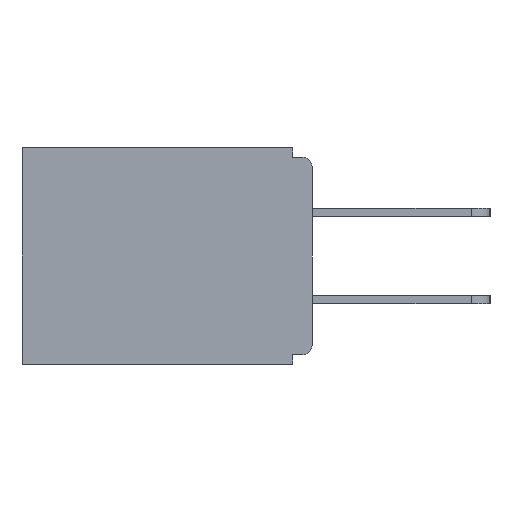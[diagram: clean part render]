
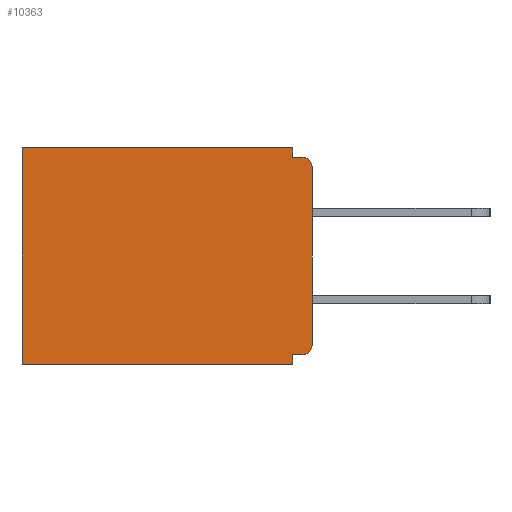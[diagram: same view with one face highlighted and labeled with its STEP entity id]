
A CAD part, left-side view. The second image highlights one B-rep face of the part: STEP entity #10363.
In plain terms, the highlighted planar face has unit normal (-1, 0, 0).
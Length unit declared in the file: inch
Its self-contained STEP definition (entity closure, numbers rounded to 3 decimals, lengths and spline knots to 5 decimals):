
#22 = CARTESIAN_POINT ( 'NONE',  ( 0.298, 0., 0. ) ) ;
#413 = EDGE_CURVE ( 'NONE', #13629, #16303, #12161, .T. ) ;
#470 = DIRECTION ( 'NONE',  ( 0., 0., -1. ) ) ;
#596 = EDGE_CURVE ( 'NONE', #12619, #15716, #4866, .T. ) ;
#650 = CARTESIAN_POINT ( 'NONE',  ( 0.298, 0.031, -0.015 ) ) ;
#784 = DIRECTION ( 'NONE',  ( 0., 0., -1. ) ) ;
#1041 = CARTESIAN_POINT ( 'NONE',  ( 0.298, 0., -0.03 ) ) ;
#2087 = ORIENTED_EDGE ( 'NONE', *, *, #11020, .T. ) ;
#2105 = CIRCLE ( 'NONE', #12212, 0.015 ) ;
#2186 = FACE_OUTER_BOUND ( 'NONE', #5562, .T. ) ;
#2289 = VECTOR ( 'NONE', #13424, 39.37008 ) ;
#2459 = DIRECTION ( 'NONE',  ( 0., 1., 0. ) ) ;
#2513 = DIRECTION ( 'NONE',  ( 0., 0., -1. ) ) ;
#2526 = LINE ( 'NONE', #22, #2726 ) ;
#2726 = VECTOR ( 'NONE', #2513, 39.37008 ) ;
#2756 = LINE ( 'NONE', #6098, #5350 ) ;
#2830 = ORIENTED_EDGE ( 'NONE', *, *, #5183, .T. ) ;
#2969 = DIRECTION ( 'NONE',  ( -1., 0., 0. ) ) ;
#3242 = CARTESIAN_POINT ( 'NONE',  ( 0.298, 0.015, -0.313 ) ) ;
#3511 = AXIS2_PLACEMENT_3D ( 'NONE', #9681, #14820, #784 ) ;
#3549 = ORIENTED_EDGE ( 'NONE', *, *, #4399, .F. ) ;
#3588 = EDGE_CURVE ( 'NONE', #11457, #14152, #9472, .T. ) ;
#3754 = CARTESIAN_POINT ( 'NONE',  ( 0.298, 0., -0.313 ) ) ;
#4065 = DIRECTION ( 'NONE',  ( 0., 1., 0. ) ) ;
#4262 = EDGE_CURVE ( 'NONE', #14514, #13629, #14184, .T. ) ;
#4356 = EDGE_CURVE ( 'NONE', #11457, #12619, #10834, .T. ) ;
#4383 = ORIENTED_EDGE ( 'NONE', *, *, #596, .F. ) ;
#4399 = EDGE_CURVE ( 'NONE', #12798, #11417, #2526, .T. ) ;
#4866 = LINE ( 'NONE', #13271, #2289 ) ;
#4964 = DIRECTION ( 'NONE',  ( 0., 1., 0. ) ) ;
#5183 = EDGE_CURVE ( 'NONE', #9211, #11417, #2105, .T. ) ;
#5350 = VECTOR ( 'NONE', #15006, 39.37008 ) ;
#5449 = CIRCLE ( 'NONE', #9531, 0.015 ) ;
#5562 = EDGE_LOOP ( 'NONE', ( #15147, #4383, #16117, #15645, #2087, #8561, #13589, #9984, #2830, #3549 ) ) ;
#5738 = VECTOR ( 'NONE', #4964, 39.37008 ) ;
#5902 = PLANE ( 'NONE',  #3511 ) ;
#6098 = CARTESIAN_POINT ( 'NONE',  ( 0.298, 0.46, 0. ) ) ;
#6676 = CARTESIAN_POINT ( 'NONE',  ( 0.298, 0.015, -0.015 ) ) ;
#7248 = EDGE_CURVE ( 'NONE', #12798, #15716, #5449, .T. ) ;
#7534 = CARTESIAN_POINT ( 'NONE',  ( 0.298, 0.46, -0.343 ) ) ;
#7606 = VECTOR ( 'NONE', #2459, 39.37008 ) ;
#7714 = EDGE_CURVE ( 'NONE', #9211, #14514, #14683, .T. ) ;
#7874 = CARTESIAN_POINT ( 'NONE',  ( 0.298, 0.46, 0. ) ) ;
#8162 = CARTESIAN_POINT ( 'NONE',  ( 0.298, 0.031, -0.343 ) ) ;
#8561 = ORIENTED_EDGE ( 'NONE', *, *, #413, .F. ) ;
#8826 = VECTOR ( 'NONE', #4065, 39.37008 ) ;
#8869 = VECTOR ( 'NONE', #470, 39.37008 ) ;
#9143 = CARTESIAN_POINT ( 'NONE',  ( 0.298, 0., -0.343 ) ) ;
#9211 = VERTEX_POINT ( 'NONE', #12538 ) ;
#9275 = CARTESIAN_POINT ( 'NONE',  ( 0.298, 0.015, -0.03 ) ) ;
#9472 = LINE ( 'NONE', #9811, #5738 ) ;
#9531 = AXIS2_PLACEMENT_3D ( 'NONE', #9275, #2969, #15707 ) ;
#9681 = CARTESIAN_POINT ( 'NONE',  ( 0.298, 0., 0. ) ) ;
#9811 = CARTESIAN_POINT ( 'NONE',  ( 0.298, 0., 0. ) ) ;
#9984 = ORIENTED_EDGE ( 'NONE', *, *, #7714, .F. ) ;
#10089 = CARTESIAN_POINT ( 'NONE',  ( 0.298, 0.031, -0.343 ) ) ;
#10150 = CARTESIAN_POINT ( 'NONE',  ( 0.298, 0., -0.328 ) ) ;
#10363 = ADVANCED_FACE ( 'NONE', ( #2186 ), #5902, .F. ) ;
#10834 = LINE ( 'NONE', #10089, #11240 ) ;
#11020 = EDGE_CURVE ( 'NONE', #14152, #16303, #2756, .T. ) ;
#11240 = VECTOR ( 'NONE', #15051, 39.37008 ) ;
#11417 = VERTEX_POINT ( 'NONE', #3754 ) ;
#11457 = VERTEX_POINT ( 'NONE', #15082 ) ;
#12161 = LINE ( 'NONE', #9143, #8826 ) ;
#12212 = AXIS2_PLACEMENT_3D ( 'NONE', #3242, #13180, #14387 ) ;
#12538 = CARTESIAN_POINT ( 'NONE',  ( 0.298, 0.015, -0.328 ) ) ;
#12619 = VERTEX_POINT ( 'NONE', #650 ) ;
#12798 = VERTEX_POINT ( 'NONE', #1041 ) ;
#13180 = DIRECTION ( 'NONE',  ( -1., 0., 0. ) ) ;
#13271 = CARTESIAN_POINT ( 'NONE',  ( 0.298, 0., -0.015 ) ) ;
#13424 = DIRECTION ( 'NONE',  ( 0., -1., 0. ) ) ;
#13589 = ORIENTED_EDGE ( 'NONE', *, *, #4262, .F. ) ;
#13629 = VERTEX_POINT ( 'NONE', #8162 ) ;
#13958 = CARTESIAN_POINT ( 'NONE',  ( 0.298, 0.031, -0.328 ) ) ;
#14152 = VERTEX_POINT ( 'NONE', #7874 ) ;
#14184 = LINE ( 'NONE', #14351, #8869 ) ;
#14351 = CARTESIAN_POINT ( 'NONE',  ( 0.298, 0.031, -0.343 ) ) ;
#14387 = DIRECTION ( 'NONE',  ( 0., 0., -1. ) ) ;
#14514 = VERTEX_POINT ( 'NONE', #13958 ) ;
#14683 = LINE ( 'NONE', #10150, #7606 ) ;
#14820 = DIRECTION ( 'NONE',  ( 1., 0., 0. ) ) ;
#15006 = DIRECTION ( 'NONE',  ( 0., 0., -1. ) ) ;
#15051 = DIRECTION ( 'NONE',  ( 0., 0., -1. ) ) ;
#15082 = CARTESIAN_POINT ( 'NONE',  ( 0.298, 0.031, 0. ) ) ;
#15147 = ORIENTED_EDGE ( 'NONE', *, *, #7248, .T. ) ;
#15645 = ORIENTED_EDGE ( 'NONE', *, *, #3588, .T. ) ;
#15707 = DIRECTION ( 'NONE',  ( 0., 0., -1. ) ) ;
#15716 = VERTEX_POINT ( 'NONE', #6676 ) ;
#16117 = ORIENTED_EDGE ( 'NONE', *, *, #4356, .F. ) ;
#16303 = VERTEX_POINT ( 'NONE', #7534 ) ;
